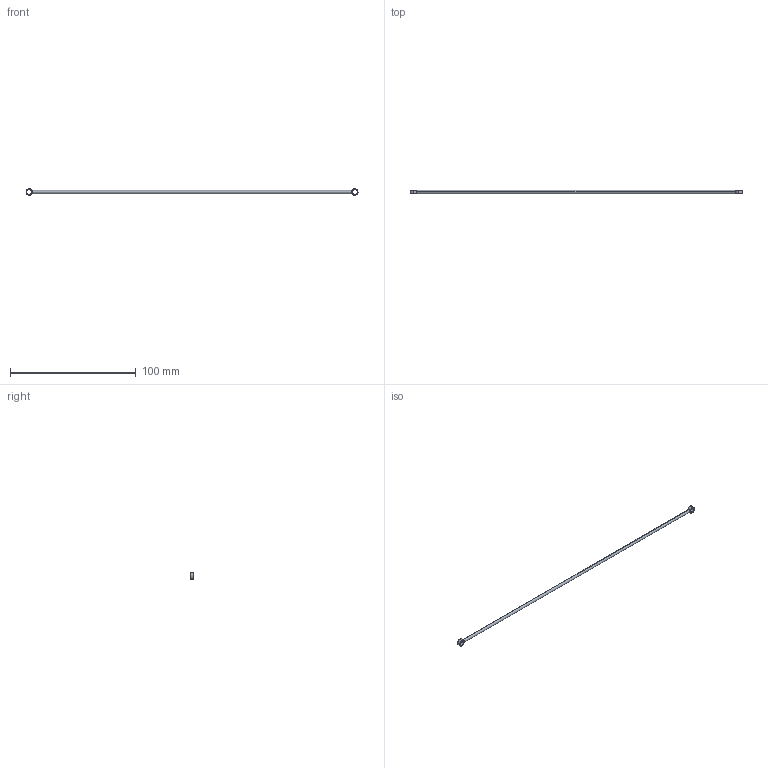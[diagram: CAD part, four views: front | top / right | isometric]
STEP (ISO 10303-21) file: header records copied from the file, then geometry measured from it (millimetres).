
FILE_DESCRIPTION (( 'STEP AP203' ), '1' );
FILE_NAME ('Steering tie rod (for sim)_Default_sldprt.STEP', '2022-10-11T15:04:55', ( '' ), ( '' ), 'SwSTEP 2.0', 'SolidWorks 2021', '' );
FILE_SCHEMA (( 'CONFIG_CONTROL_DESIGN' ));
Length unit declared in the file: inch
Products named in the file (1): Steering tie rod (for sim)_Default_sldprt
Bounding box: 263.65 x 2.54 x 5.08 mm (x, y, z)
Volume: 1330.3 mm3; surface area: 2192.3 mm2
Topology: 1 solids, 1 shells, 16 faces, 38 edges, 24 vertices
Faces by surface type: cylinder 12, plane 4
Entity records: 637 total; most frequent: CARTESIAN_POINT 175, DIRECTION 84, ORIENTED_EDGE 76, EDGE_CURVE 38, AXIS2_PLACEMENT_3D 37, VERTEX_POINT 24, EDGE_LOOP 20, CIRCLE 20
